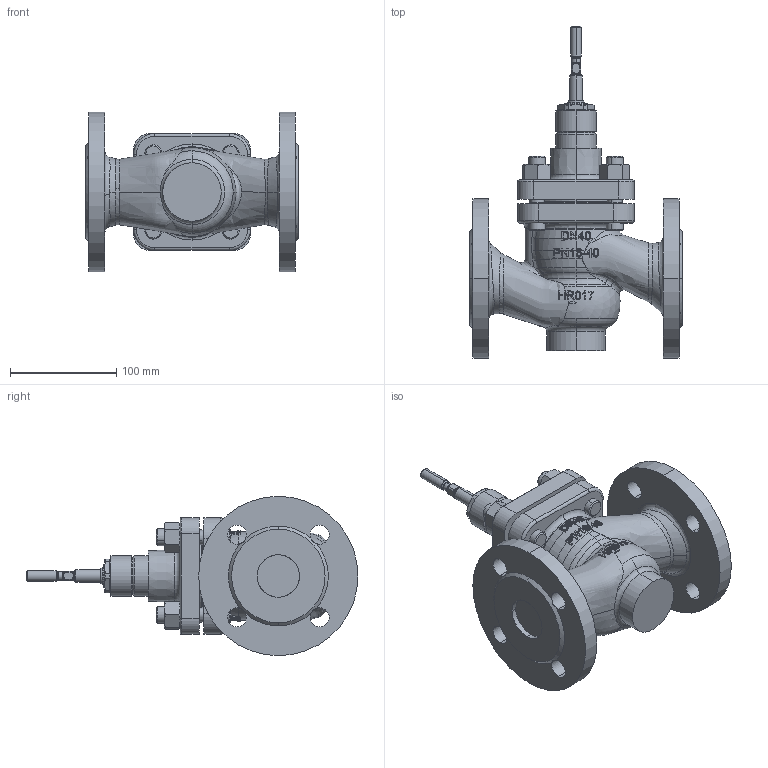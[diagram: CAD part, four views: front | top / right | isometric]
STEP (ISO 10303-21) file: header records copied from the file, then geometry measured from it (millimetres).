
FILE_DESCRIPTION (( 'STEP AP214' ), '1' );
FILE_NAME ('BR240S DN40 XXX PN16-40 for MC_STEP (Defeature).STEP', '2015-03-09T10:37:44', ( 'HORA' ), ( 'Holter Regelamaturen GmbH & Co. KG' ), 'SwSTEP 2.0', 'SolidWorks 2014', '' );
FILE_SCHEMA (( 'AUTOMOTIVE_DESIGN' ));
Length unit declared in the file: millimetre
Products named in the file (1): BR240S DN40 XXX PN16-40 for MC_STEP (Defeature)
Bounding box: 200 x 312.5 x 150 mm (x, y, z)
Surface area: 212685.7 mm2 (no closed solid volume)
Topology: 0 solids, 2 shells, 866 faces, 2338 edges, 1508 vertices
Faces by surface type: bspline 253, plane 246, cylinder 142, cone 119, torus 63, sphere 43
Entity records: 159985 total; most frequent: CARTESIAN_POINT 140341, ORIENTED_EDGE 4618, DIRECTION 3344, EDGE_CURVE 2317, VERTEX_POINT 1499, AXIS2_PLACEMENT_3D 1369, EDGE_LOOP 935, B_SPLINE_CURVE_WITH_KNOTS 931
